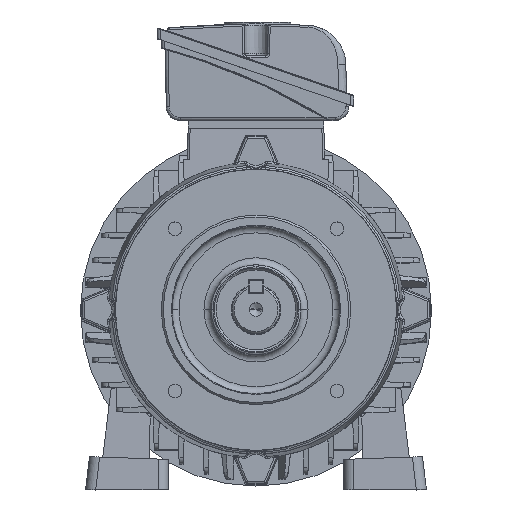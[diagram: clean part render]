
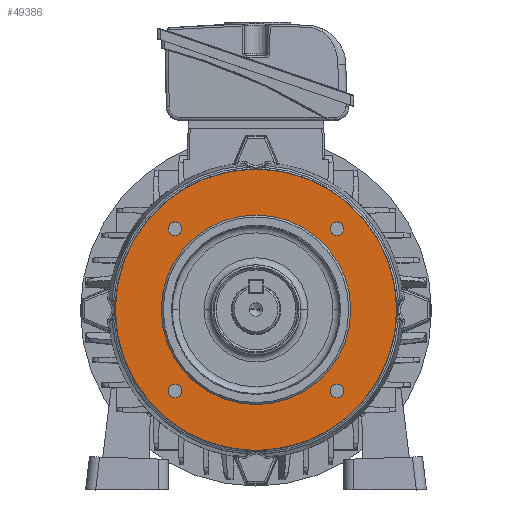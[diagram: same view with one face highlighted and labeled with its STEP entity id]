
A CAD part, top view. The second image highlights one B-rep face of the part: STEP entity #49386.
In plain terms, the highlighted planar face has unit normal (0, 0, 1).
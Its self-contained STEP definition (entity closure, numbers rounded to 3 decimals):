
#299 = CARTESIAN_POINT ( 'NONE',  ( 37.259, -40.659, 7.1 ) ) ;
#393 = AXIS2_PLACEMENT_3D ( 'NONE', #46423, #9137, #51068 ) ;
#493 = EDGE_CURVE ( 'NONE', #60772, #9009, #30966, .T. ) ;
#621 = EDGE_CURVE ( 'NONE', #9169, #1627, #18172, .T. ) ;
#774 = CARTESIAN_POINT ( 'NONE',  ( -40.659, -40.659, 7.1 ) ) ;
#1627 = VERTEX_POINT ( 'NONE', #28153 ) ;
#2696 = DIRECTION ( 'NONE',  ( 1., 0., 0. ) ) ;
#3305 = EDGE_CURVE ( 'NONE', #3437, #21084, #41732, .T. ) ;
#3437 = VERTEX_POINT ( 'NONE', #19989 ) ;
#4165 = EDGE_CURVE ( 'NONE', #1627, #9169, #26993, .T. ) ;
#4872 = CARTESIAN_POINT ( 'NONE',  ( 47.5, 0., 7.1 ) ) ;
#4881 = CARTESIAN_POINT ( 'NONE',  ( 44.059, 40.659, 7.1 ) ) ;
#5126 = DIRECTION ( 'NONE',  ( 0., 0., 1. ) ) ;
#5866 = EDGE_CURVE ( 'NONE', #39094, #12072, #46656, .T. ) ;
#6678 = EDGE_LOOP ( 'NONE', ( #50268, #20871 ) ) ;
#6688 = DIRECTION ( 'NONE',  ( 0., 0., 1. ) ) ;
#6790 = AXIS2_PLACEMENT_3D ( 'NONE', #38013, #53079, #33979 ) ;
#7187 = VERTEX_POINT ( 'NONE', #8505 ) ;
#7997 = CIRCLE ( 'NONE', #53293, 3.4 ) ;
#8505 = CARTESIAN_POINT ( 'NONE',  ( -70.526, 0., 7.1 ) ) ;
#9009 = VERTEX_POINT ( 'NONE', #35199 ) ;
#9137 = DIRECTION ( 'NONE',  ( 0., 0., 1. ) ) ;
#9169 = VERTEX_POINT ( 'NONE', #299 ) ;
#10076 = CARTESIAN_POINT ( 'NONE',  ( -37.259, -40.659, 7.1 ) ) ;
#10438 = AXIS2_PLACEMENT_3D ( 'NONE', #27614, #13443, #37490 ) ;
#10532 = AXIS2_PLACEMENT_3D ( 'NONE', #24629, #38812, #53586 ) ;
#11617 = CARTESIAN_POINT ( 'NONE',  ( 70.526, 0., 7.1 ) ) ;
#12072 = VERTEX_POINT ( 'NONE', #44865 ) ;
#12210 = CARTESIAN_POINT ( 'NONE',  ( 0., 80., 7.1 ) ) ;
#12539 = AXIS2_PLACEMENT_3D ( 'NONE', #39137, #34503, #2696 ) ;
#12598 = EDGE_CURVE ( 'NONE', #7187, #56588, #36310, .T. ) ;
#12964 = AXIS2_PLACEMENT_3D ( 'NONE', #12210, #6688, #35627 ) ;
#13437 = EDGE_LOOP ( 'NONE', ( #23508, #59813 ) ) ;
#13443 = DIRECTION ( 'NONE',  ( 0., 0., 1. ) ) ;
#14359 = CIRCLE ( 'NONE', #10438, 47.5 ) ;
#15134 = EDGE_LOOP ( 'NONE', ( #43210, #19371 ) ) ;
#15640 = PLANE ( 'NONE',  #12964 ) ;
#15968 = AXIS2_PLACEMENT_3D ( 'NONE', #774, #5126, #28549 ) ;
#17520 = DIRECTION ( 'NONE',  ( 0., 0., 1. ) ) ;
#18172 = CIRCLE ( 'NONE', #40821, 3.4 ) ;
#19092 = AXIS2_PLACEMENT_3D ( 'NONE', #28011, #56364, #46807 ) ;
#19371 = ORIENTED_EDGE ( 'NONE', *, *, #21389, .F. ) ;
#19989 = CARTESIAN_POINT ( 'NONE',  ( -44.059, -40.659, 7.1 ) ) ;
#20871 = ORIENTED_EDGE ( 'NONE', *, *, #39016, .T. ) ;
#21084 = VERTEX_POINT ( 'NONE', #10076 ) ;
#21160 = FACE_BOUND ( 'NONE', #15134, .T. ) ;
#21389 = EDGE_CURVE ( 'NONE', #60573, #29530, #7997, .T. ) ;
#21615 = DIRECTION ( 'NONE',  ( 1., 0., 0. ) ) ;
#21856 = CIRCLE ( 'NONE', #15968, 3.4 ) ;
#23324 = CIRCLE ( 'NONE', #10532, 3.4 ) ;
#23373 = CIRCLE ( 'NONE', #12539, 3.4 ) ;
#23508 = ORIENTED_EDGE ( 'NONE', *, *, #47967, .F. ) ;
#24349 = CARTESIAN_POINT ( 'NONE',  ( 37.259, 40.659, 7.1 ) ) ;
#24629 = CARTESIAN_POINT ( 'NONE',  ( -40.659, 40.659, 7.1 ) ) ;
#24761 = CARTESIAN_POINT ( 'NONE',  ( 0., 0., 7.1 ) ) ;
#25778 = FACE_BOUND ( 'NONE', #35214, .T. ) ;
#26993 = CIRCLE ( 'NONE', #393, 3.4 ) ;
#27614 = CARTESIAN_POINT ( 'NONE',  ( 0., 0., 7.1 ) ) ;
#28011 = CARTESIAN_POINT ( 'NONE',  ( -40.659, -40.659, 7.1 ) ) ;
#28153 = CARTESIAN_POINT ( 'NONE',  ( 44.059, -40.659, 7.1 ) ) ;
#28549 = DIRECTION ( 'NONE',  ( 1., 0., 0. ) ) ;
#29530 = VERTEX_POINT ( 'NONE', #4881 ) ;
#29932 = EDGE_CURVE ( 'NONE', #12072, #39094, #14359, .T. ) ;
#30421 = FACE_OUTER_BOUND ( 'NONE', #6678, .T. ) ;
#30966 = CIRCLE ( 'NONE', #37871, 3.4 ) ;
#31318 = EDGE_LOOP ( 'NONE', ( #46887, #37753 ) ) ;
#31588 = DIRECTION ( 'NONE',  ( 1., 0., 0. ) ) ;
#31963 = ORIENTED_EDGE ( 'NONE', *, *, #29932, .F. ) ;
#32207 = CARTESIAN_POINT ( 'NONE',  ( 40.659, 40.659, 7.1 ) ) ;
#33254 = CIRCLE ( 'NONE', #56886, 70.526 ) ;
#33979 = DIRECTION ( 'NONE',  ( 1., 0., 0. ) ) ;
#34503 = DIRECTION ( 'NONE',  ( 0., 0., 1. ) ) ;
#35038 = FACE_BOUND ( 'NONE', #31318, .T. ) ;
#35199 = CARTESIAN_POINT ( 'NONE',  ( -44.059, 40.659, 7.1 ) ) ;
#35214 = EDGE_LOOP ( 'NONE', ( #41026, #31963 ) ) ;
#35627 = DIRECTION ( 'NONE',  ( 1., 0., 0. ) ) ;
#36310 = CIRCLE ( 'NONE', #6790, 70.526 ) ;
#37490 = DIRECTION ( 'NONE',  ( 1., 0., 0. ) ) ;
#37753 = ORIENTED_EDGE ( 'NONE', *, *, #621, .F. ) ;
#37871 = AXIS2_PLACEMENT_3D ( 'NONE', #49977, #49675, #21615 ) ;
#38013 = CARTESIAN_POINT ( 'NONE',  ( 0., 0., 7.1 ) ) ;
#38812 = DIRECTION ( 'NONE',  ( 0., 0., 1. ) ) ;
#38936 = EDGE_CURVE ( 'NONE', #29530, #60573, #23373, .T. ) ;
#39016 = EDGE_CURVE ( 'NONE', #56588, #7187, #33254, .T. ) ;
#39094 = VERTEX_POINT ( 'NONE', #4872 ) ;
#39137 = CARTESIAN_POINT ( 'NONE',  ( 40.659, 40.659, 7.1 ) ) ;
#39655 = FACE_BOUND ( 'NONE', #13437, .T. ) ;
#39815 = EDGE_CURVE ( 'NONE', #9009, #60772, #23324, .T. ) ;
#40821 = AXIS2_PLACEMENT_3D ( 'NONE', #46253, #55499, #60445 ) ;
#41026 = ORIENTED_EDGE ( 'NONE', *, *, #5866, .F. ) ;
#41546 = DIRECTION ( 'NONE',  ( 1., 0., 0. ) ) ;
#41732 = CIRCLE ( 'NONE', #19092, 3.4 ) ;
#42753 = AXIS2_PLACEMENT_3D ( 'NONE', #24761, #48196, #52223 ) ;
#43210 = ORIENTED_EDGE ( 'NONE', *, *, #38936, .F. ) ;
#44865 = CARTESIAN_POINT ( 'NONE',  ( -47.5, 0., 7.1 ) ) ;
#45870 = CARTESIAN_POINT ( 'NONE',  ( 0., 0., 7.1 ) ) ;
#46253 = CARTESIAN_POINT ( 'NONE',  ( 40.659, -40.659, 7.1 ) ) ;
#46423 = CARTESIAN_POINT ( 'NONE',  ( 40.659, -40.659, 7.1 ) ) ;
#46656 = CIRCLE ( 'NONE', #42753, 47.5 ) ;
#46807 = DIRECTION ( 'NONE',  ( 1., 0., 0. ) ) ;
#46887 = ORIENTED_EDGE ( 'NONE', *, *, #4165, .F. ) ;
#47967 = EDGE_CURVE ( 'NONE', #21084, #3437, #21856, .T. ) ;
#48196 = DIRECTION ( 'NONE',  ( 0., 0., 1. ) ) ;
#49336 = EDGE_LOOP ( 'NONE', ( #56007, #53232 ) ) ;
#49386 = ADVANCED_FACE ( 'NONE', ( #49822, #21160, #39655, #35038, #25778, #30421 ), #15640, .T. ) ;
#49675 = DIRECTION ( 'NONE',  ( 0., 0., 1. ) ) ;
#49822 = FACE_BOUND ( 'NONE', #49336, .T. ) ;
#49977 = CARTESIAN_POINT ( 'NONE',  ( -40.659, 40.659, 7.1 ) ) ;
#50268 = ORIENTED_EDGE ( 'NONE', *, *, #12598, .T. ) ;
#51068 = DIRECTION ( 'NONE',  ( 1., 0., 0. ) ) ;
#52223 = DIRECTION ( 'NONE',  ( 1., 0., 0. ) ) ;
#53079 = DIRECTION ( 'NONE',  ( 0., 0., 1. ) ) ;
#53232 = ORIENTED_EDGE ( 'NONE', *, *, #39815, .F. ) ;
#53293 = AXIS2_PLACEMENT_3D ( 'NONE', #32207, #59953, #31588 ) ;
#53586 = DIRECTION ( 'NONE',  ( 1., 0., 0. ) ) ;
#55105 = CARTESIAN_POINT ( 'NONE',  ( -37.259, 40.659, 7.1 ) ) ;
#55499 = DIRECTION ( 'NONE',  ( 0., 0., 1. ) ) ;
#56007 = ORIENTED_EDGE ( 'NONE', *, *, #493, .F. ) ;
#56364 = DIRECTION ( 'NONE',  ( 0., 0., 1. ) ) ;
#56588 = VERTEX_POINT ( 'NONE', #11617 ) ;
#56886 = AXIS2_PLACEMENT_3D ( 'NONE', #45870, #17520, #41546 ) ;
#59813 = ORIENTED_EDGE ( 'NONE', *, *, #3305, .F. ) ;
#59953 = DIRECTION ( 'NONE',  ( 0., 0., 1. ) ) ;
#60445 = DIRECTION ( 'NONE',  ( 1., 0., 0. ) ) ;
#60573 = VERTEX_POINT ( 'NONE', #24349 ) ;
#60772 = VERTEX_POINT ( 'NONE', #55105 ) ;
